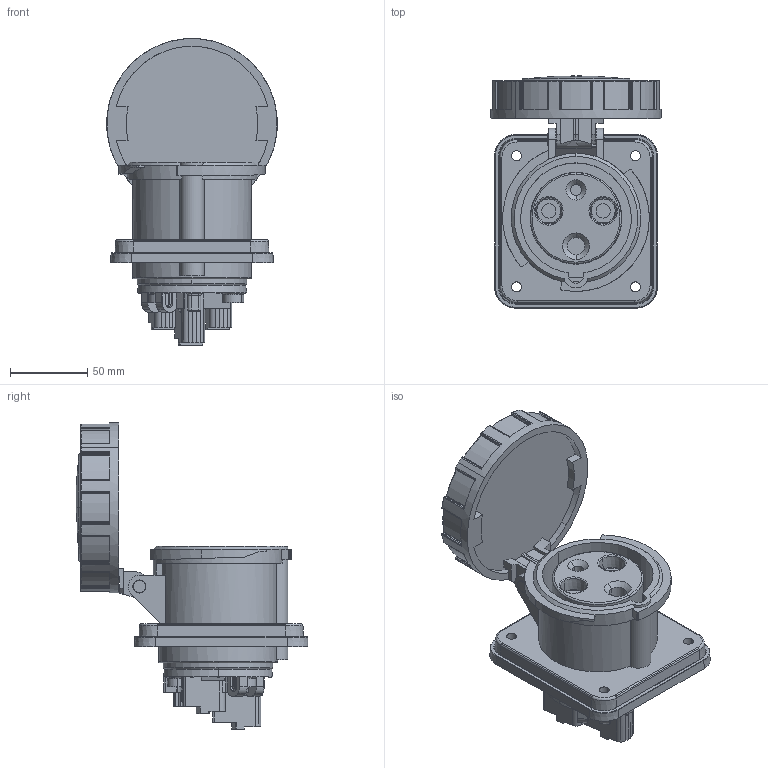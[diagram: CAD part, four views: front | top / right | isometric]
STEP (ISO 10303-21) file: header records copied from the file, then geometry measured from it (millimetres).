
FILE_DESCRIPTION (( 'STEP AP203' ), '1' );
FILE_NAME ('BRY360R6W.step', '2022-08-17T19:59:09', ( '' ), ( '' ), 'SwSTEP 2.0', 'SolidWorks 2021', '' );
FILE_SCHEMA (( 'CONFIG_CONTROL_DESIGN' ));
Length unit declared in the file: millimetre
Products named in the file (1): BRY360R6W
Bounding box: 110.31 x 150.27 x 198.66 mm (x, y, z)
Volume: 639602.3 mm3; surface area: 131424.6 mm2
Topology: 2 solids, 3 shells, 1659 faces, 4477 edges, 2885 vertices
Faces by surface type: plane 667, cylinder 576, torus 194, bspline 140, cone 78, sphere 4
Entity records: 54785 total; most frequent: CARTESIAN_POINT 13806, ORIENTED_EDGE 8930, DIRECTION 8305, EDGE_CURVE 4465, AXIS2_PLACEMENT_3D 3059, VERTEX_POINT 2885, LINE 2187, VECTOR 2187
